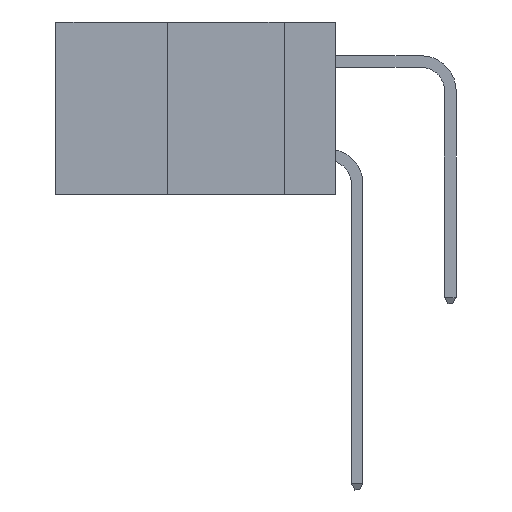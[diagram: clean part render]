
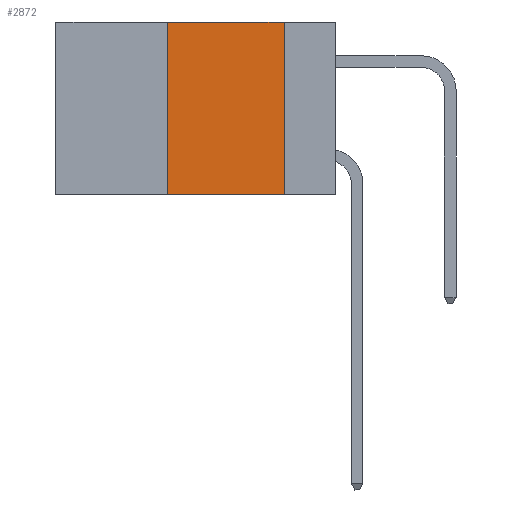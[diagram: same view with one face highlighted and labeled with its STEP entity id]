
A CAD part, left-side view. The second image highlights one B-rep face of the part: STEP entity #2872.
In plain terms, the highlighted planar face has unit normal (-1, 0, 0).
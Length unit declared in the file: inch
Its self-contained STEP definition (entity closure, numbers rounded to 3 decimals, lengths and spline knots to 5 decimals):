
#161 = CARTESIAN_POINT ( 'NONE',  ( 0., 0.11, 0. ) ) ;
#265 = DIRECTION ( 'NONE',  ( 0., 0., -1. ) ) ;
#423 = LINE ( 'NONE', #11462, #4185 ) ;
#797 = FACE_OUTER_BOUND ( 'NONE', #17042, .T. ) ;
#2036 = DIRECTION ( 'NONE',  ( 0., -1., 0. ) ) ;
#2872 = ADVANCED_FACE ( 'NONE', ( #797 ), #7250, .F. ) ;
#3083 = AXIS2_PLACEMENT_3D ( 'NONE', #4656, #13686, #14287 ) ;
#3480 = ORIENTED_EDGE ( 'NONE', *, *, #17388, .F. ) ;
#3725 = VECTOR ( 'NONE', #11261, 39.37008 ) ;
#4185 = VECTOR ( 'NONE', #15112, 39.37008 ) ;
#4218 = CARTESIAN_POINT ( 'NONE',  ( 0., 0.36, 0. ) ) ;
#4390 = CARTESIAN_POINT ( 'NONE',  ( 0., 0.11, -0.37 ) ) ;
#4656 = CARTESIAN_POINT ( 'NONE',  ( 0., 0.6, 0. ) ) ;
#5669 = ORIENTED_EDGE ( 'NONE', *, *, #23270, .F. ) ;
#6406 = EDGE_CURVE ( 'NONE', #15401, #11264, #12892, .T. ) ;
#6704 = ORIENTED_EDGE ( 'NONE', *, *, #7010, .F. ) ;
#7010 = EDGE_CURVE ( 'NONE', #19469, #11264, #9398, .T. ) ;
#7250 = PLANE ( 'NONE',  #3083 ) ;
#7405 = VECTOR ( 'NONE', #2036, 39.37008 ) ;
#7516 = CARTESIAN_POINT ( 'NONE',  ( 0., 0.6, 0. ) ) ;
#9398 = LINE ( 'NONE', #11273, #23291 ) ;
#11261 = DIRECTION ( 'NONE',  ( 0., -1., 0. ) ) ;
#11264 = VERTEX_POINT ( 'NONE', #4390 ) ;
#11273 = CARTESIAN_POINT ( 'NONE',  ( 0., 0.11, 0. ) ) ;
#11462 = CARTESIAN_POINT ( 'NONE',  ( 0., 0.36, 0. ) ) ;
#12892 = LINE ( 'NONE', #22013, #7405 ) ;
#13686 = DIRECTION ( 'NONE',  ( 1., 0., 0. ) ) ;
#13968 = LINE ( 'NONE', #7516, #3725 ) ;
#14287 = DIRECTION ( 'NONE',  ( 0., 0., -1. ) ) ;
#15112 = DIRECTION ( 'NONE',  ( 0., 0., 1. ) ) ;
#15401 = VERTEX_POINT ( 'NONE', #15448 ) ;
#15448 = CARTESIAN_POINT ( 'NONE',  ( 0., 0.36, -0.37 ) ) ;
#17042 = EDGE_LOOP ( 'NONE', ( #6704, #3480, #5669, #17931 ) ) ;
#17388 = EDGE_CURVE ( 'NONE', #17493, #19469, #13968, .T. ) ;
#17493 = VERTEX_POINT ( 'NONE', #4218 ) ;
#17931 = ORIENTED_EDGE ( 'NONE', *, *, #6406, .T. ) ;
#19469 = VERTEX_POINT ( 'NONE', #161 ) ;
#22013 = CARTESIAN_POINT ( 'NONE',  ( 0., 0.6, -0.37 ) ) ;
#23270 = EDGE_CURVE ( 'NONE', #15401, #17493, #423, .T. ) ;
#23291 = VECTOR ( 'NONE', #265, 39.37008 ) ;
